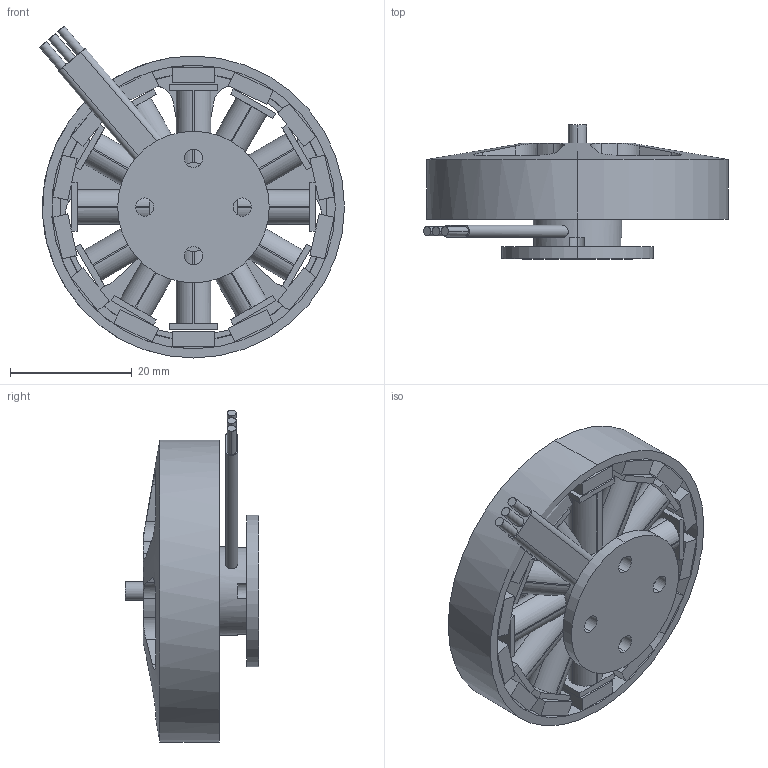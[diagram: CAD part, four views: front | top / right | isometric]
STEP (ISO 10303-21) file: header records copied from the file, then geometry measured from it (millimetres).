
FILE_DESCRIPTION (( 'STEP AP203' ), '1' );
FILE_NAME ('BLDC_Motor_5010_Varsayilan_sldprt.STEP', '2024-04-22T08:15:56', ( '' ), ( '' ), 'SwSTEP 2.0', 'SolidWorks 2019', '' );
FILE_SCHEMA (( 'CONFIG_CONTROL_DESIGN' ));
Length unit declared in the file: millimetre
Products named in the file (1): BLDC_Motor_5010_Varsayilan_sldprt
Bounding box: 50.08 x 22 x 54.53 mm (x, y, z)
Volume: 14941.7 mm3; surface area: 12011.6 mm2
Topology: 1 solids, 1 shells, 330 faces, 999 edges, 658 vertices
Faces by surface type: plane 204, cylinder 124, cone 2
Entity records: 11784 total; most frequent: CARTESIAN_POINT 2678, ORIENTED_EDGE 1998, DIRECTION 1809, EDGE_CURVE 999, VERTEX_POINT 658, VECTOR 643, LINE 643, AXIS2_PLACEMENT_3D 583
